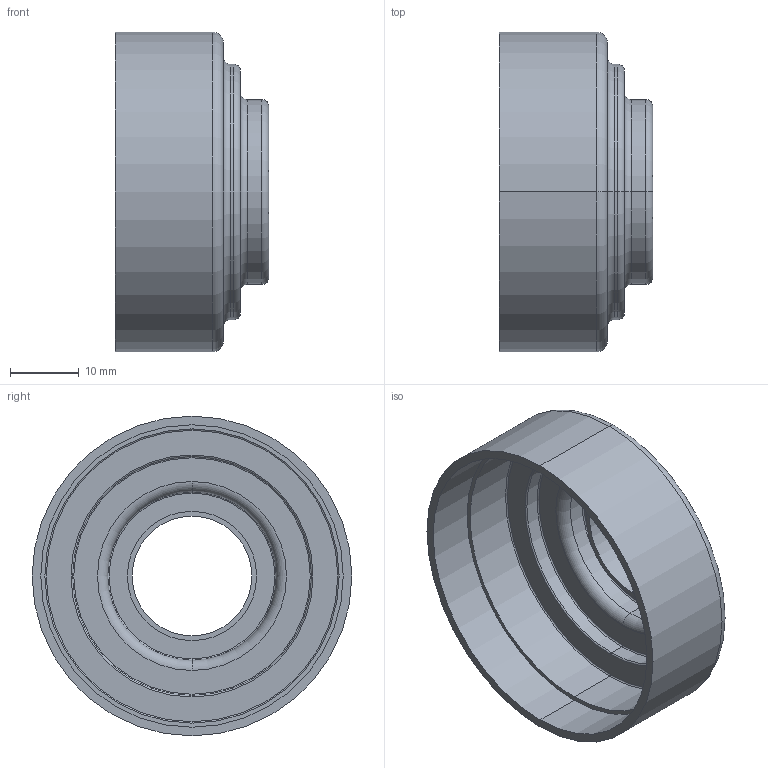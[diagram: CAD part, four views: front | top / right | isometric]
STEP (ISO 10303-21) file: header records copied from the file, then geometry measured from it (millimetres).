
FILE_DESCRIPTION (( 'STEP AP203' ), '1' );
FILE_NAME ('瑞欶-呿蹋-源偶3.STEP', '2021-05-07T01:21:21', ( '' ), ( '' ), 'SwSTEP 2.0', 'SolidWorks 2021', '' );
FILE_SCHEMA (( 'CONFIG_CONTROL_DESIGN' ));
Length unit declared in the file: millimetre
Products named in the file (1): 瑞欶-呿蹋-源偶3
Bounding box: 22.3 x 46.5 x 46.5 mm (x, y, z)
Volume: 5661.6 mm3; surface area: 8375.7 mm2
Topology: 1 solids, 1 shells, 49 faces, 98 edges, 58 vertices
Faces by surface type: torus 22, cylinder 18, plane 9
Entity records: 1377 total; most frequent: DIRECTION 278, CARTESIAN_POINT 206, ORIENTED_EDGE 196, AXIS2_PLACEMENT_3D 130, EDGE_CURVE 98, CIRCLE 80, EDGE_LOOP 58, VERTEX_POINT 58
